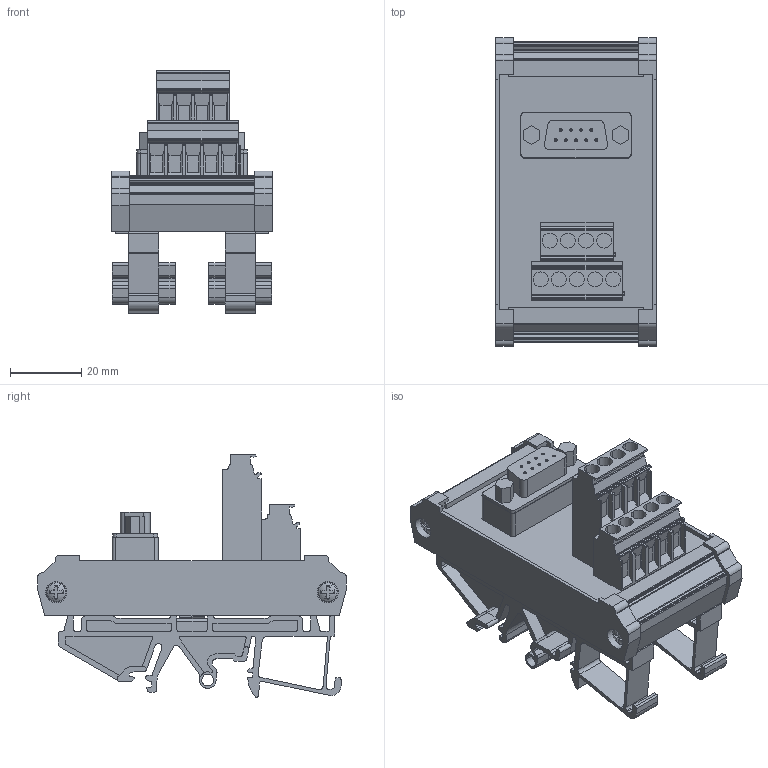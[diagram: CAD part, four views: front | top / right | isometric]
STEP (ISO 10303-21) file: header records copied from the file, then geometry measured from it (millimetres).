
FILE_DESCRIPTION(('CATIA V5 STEP Exchange','CAx-IF Rec.Pracs.--- Model Styling and Organization---1.2---2011-12-15'),'2;1');
FILE_NAME ('D1464271_0', '2018-09-24T15:09:31+00:00', ('none'), ('Weidmueller'), 'CATIA Version 5-6 Release 2014', 'CATIA V5 STEP AP214', 'none');
FILE_SCHEMA(('AUTOMOTIVE_DESIGN { 1 0 10303 214 1 1 1 1 }'));
Products named in the file (1): 8003911001
Bounding box: 45 x 86.4 x 67.95 mm (x, y, z)
Volume: 44663.3 mm3; surface area: 52439.5 mm2
Topology: 13 solids, 13 shells, 2002 faces, 5354 edges, 3438 vertices
Faces by surface type: plane 1078, cylinder 682, cone 202, torus 24, revolution 16
Entity records: 55997 total; most frequent: ORIENTED_EDGE 10692, CARTESIAN_POINT 10349, DIRECTION 7218, EDGE_CURVE 5346, VECTOR 3638, LINE 3638, VERTEX_POINT 3438, AXIS2_PLACEMENT_3D 2569
